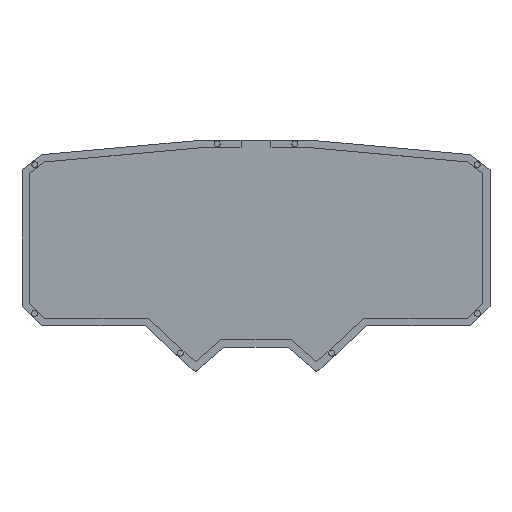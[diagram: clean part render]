
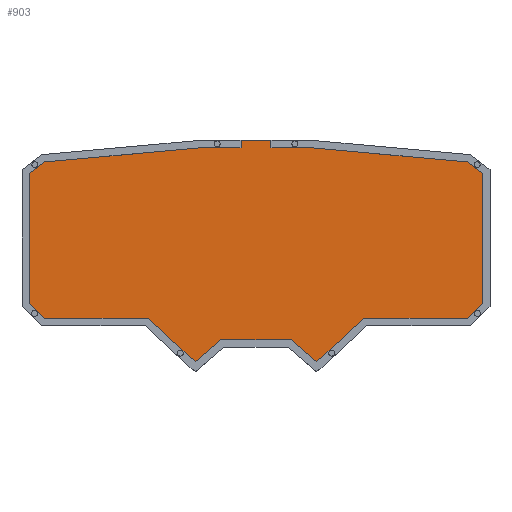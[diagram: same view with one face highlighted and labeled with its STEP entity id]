
A CAD part, top view. The second image highlights one B-rep face of the part: STEP entity #903.
In plain terms, the highlighted planar face has unit normal (0, 0, 1).
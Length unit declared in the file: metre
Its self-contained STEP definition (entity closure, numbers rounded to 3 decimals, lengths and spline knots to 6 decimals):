
#60=LINE('',#1385,#168);
#61=LINE('',#1388,#169);
#62=LINE('',#1390,#170);
#63=LINE('',#1392,#171);
#64=LINE('',#1394,#172);
#65=LINE('',#1396,#173);
#66=LINE('',#1398,#174);
#67=LINE('',#1400,#175);
#68=LINE('',#1402,#176);
#69=LINE('',#1404,#177);
#70=LINE('',#1406,#178);
#71=LINE('',#1408,#179);
#72=LINE('',#1410,#180);
#73=LINE('',#1412,#181);
#74=LINE('',#1414,#182);
#75=LINE('',#1416,#183);
#76=LINE('',#1418,#184);
#77=LINE('',#1420,#185);
#78=LINE('',#1422,#186);
#79=LINE('',#1424,#187);
#168=VECTOR('',#1100,1.);
#169=VECTOR('',#1101,1.);
#170=VECTOR('',#1102,1.);
#171=VECTOR('',#1103,1.);
#172=VECTOR('',#1104,1.);
#173=VECTOR('',#1105,1.);
#174=VECTOR('',#1106,1.);
#175=VECTOR('',#1107,1.);
#176=VECTOR('',#1108,1.);
#177=VECTOR('',#1109,1.);
#178=VECTOR('',#1110,1.);
#179=VECTOR('',#1111,1.);
#180=VECTOR('',#1112,1.);
#181=VECTOR('',#1113,1.);
#182=VECTOR('',#1114,1.);
#183=VECTOR('',#1115,1.);
#184=VECTOR('',#1116,1.);
#185=VECTOR('',#1117,1.);
#186=VECTOR('',#1118,1.);
#187=VECTOR('',#1119,1.);
#284=ORIENTED_EDGE('',*,*,#532,.F.);
#285=ORIENTED_EDGE('',*,*,#533,.F.);
#286=ORIENTED_EDGE('',*,*,#534,.T.);
#287=ORIENTED_EDGE('',*,*,#535,.F.);
#288=ORIENTED_EDGE('',*,*,#536,.F.);
#289=ORIENTED_EDGE('',*,*,#537,.F.);
#290=ORIENTED_EDGE('',*,*,#538,.F.);
#291=ORIENTED_EDGE('',*,*,#539,.F.);
#292=ORIENTED_EDGE('',*,*,#540,.F.);
#293=ORIENTED_EDGE('',*,*,#541,.F.);
#294=ORIENTED_EDGE('',*,*,#542,.F.);
#295=ORIENTED_EDGE('',*,*,#543,.F.);
#296=ORIENTED_EDGE('',*,*,#544,.F.);
#297=ORIENTED_EDGE('',*,*,#545,.F.);
#298=ORIENTED_EDGE('',*,*,#546,.F.);
#299=ORIENTED_EDGE('',*,*,#547,.F.);
#300=ORIENTED_EDGE('',*,*,#548,.F.);
#301=ORIENTED_EDGE('',*,*,#549,.F.);
#302=ORIENTED_EDGE('',*,*,#550,.F.);
#303=ORIENTED_EDGE('',*,*,#551,.F.);
#532=EDGE_CURVE('',#656,#657,#60,.T.);
#533=EDGE_CURVE('',#658,#656,#61,.T.);
#534=EDGE_CURVE('',#658,#659,#62,.T.);
#535=EDGE_CURVE('',#660,#659,#63,.T.);
#536=EDGE_CURVE('',#661,#660,#64,.T.);
#537=EDGE_CURVE('',#662,#661,#65,.T.);
#538=EDGE_CURVE('',#663,#662,#66,.T.);
#539=EDGE_CURVE('',#664,#663,#67,.T.);
#540=EDGE_CURVE('',#665,#664,#68,.T.);
#541=EDGE_CURVE('',#666,#665,#69,.T.);
#542=EDGE_CURVE('',#667,#666,#70,.T.);
#543=EDGE_CURVE('',#668,#667,#71,.T.);
#544=EDGE_CURVE('',#669,#668,#72,.T.);
#545=EDGE_CURVE('',#670,#669,#73,.T.);
#546=EDGE_CURVE('',#671,#670,#74,.T.);
#547=EDGE_CURVE('',#672,#671,#75,.T.);
#548=EDGE_CURVE('',#673,#672,#76,.T.);
#549=EDGE_CURVE('',#674,#673,#77,.T.);
#550=EDGE_CURVE('',#675,#674,#78,.T.);
#551=EDGE_CURVE('',#657,#675,#79,.T.);
#656=VERTEX_POINT('',#1386);
#657=VERTEX_POINT('',#1387);
#658=VERTEX_POINT('',#1389);
#659=VERTEX_POINT('',#1391);
#660=VERTEX_POINT('',#1393);
#661=VERTEX_POINT('',#1395);
#662=VERTEX_POINT('',#1397);
#663=VERTEX_POINT('',#1399);
#664=VERTEX_POINT('',#1401);
#665=VERTEX_POINT('',#1403);
#666=VERTEX_POINT('',#1405);
#667=VERTEX_POINT('',#1407);
#668=VERTEX_POINT('',#1409);
#669=VERTEX_POINT('',#1411);
#670=VERTEX_POINT('',#1413);
#671=VERTEX_POINT('',#1415);
#672=VERTEX_POINT('',#1417);
#673=VERTEX_POINT('',#1419);
#674=VERTEX_POINT('',#1421);
#675=VERTEX_POINT('',#1423);
#725=EDGE_LOOP('',(#284,#285,#286,#287,#288,#289,#290,#291,#292,#293,#294,
#295,#296,#297,#298,#299,#300,#301,#302,#303));
#795=FACE_BOUND('',#725,.T.);
#857=PLANE('',#980);
#903=ADVANCED_FACE('',(#795),#857,.F.);
#980=AXIS2_PLACEMENT_3D('',#1384,#1098,#1099);
#1098=DIRECTION('',(0.,0.,-1.));
#1099=DIRECTION('',(1.,0.,0.));
#1100=DIRECTION('',(0.,-1.,0.));
#1101=DIRECTION('',(1.,0.,0.));
#1102=DIRECTION('',(0.,-1.,0.));
#1103=DIRECTION('',(1.,0.,0.));
#1104=DIRECTION('',(0.996,0.091,0.));
#1105=DIRECTION('',(0.8,0.6,0.));
#1106=DIRECTION('',(0.,1.,0.));
#1107=DIRECTION('',(-0.707,0.707,0.));
#1108=DIRECTION('',(-1.,0.,0.));
#1109=DIRECTION('',(-0.735,0.678,0.));
#1110=DIRECTION('',(-0.759,-0.651,0.));
#1111=DIRECTION('',(-1.,0.,0.));
#1112=DIRECTION('',(-0.759,0.651,0.));
#1113=DIRECTION('',(-0.735,-0.678,0.));
#1114=DIRECTION('',(-1.,0.,0.));
#1115=DIRECTION('',(-0.707,-0.707,0.));
#1116=DIRECTION('',(0.,-1.,0.));
#1117=DIRECTION('',(0.8,-0.6,0.));
#1118=DIRECTION('',(0.996,-0.091,0.));
#1119=DIRECTION('',(1.,0.,0.));
#1384=CARTESIAN_POINT('',(0.169009,-0.096364,0.));
#1385=CARTESIAN_POINT('',(0.179009,-0.021602,0.));
#1386=CARTESIAN_POINT('',(0.179009,-0.019103,0.));
#1387=CARTESIAN_POINT('',(0.179009,-0.024103,0.));
#1388=CARTESIAN_POINT('',(0.192004,-0.019103,0.));
#1389=CARTESIAN_POINT('',(0.159009,-0.019103,0.));
#1390=CARTESIAN_POINT('',(0.159009,-0.021602,0.));
#1391=CARTESIAN_POINT('',(0.159009,-0.024103,0.));
#1392=CARTESIAN_POINT('',(0.146127,-0.024103,0.));
#1393=CARTESIAN_POINT('',(0.133245,-0.024103,0.));
#1394=CARTESIAN_POINT('',(0.080693,-0.02888,0.));
#1395=CARTESIAN_POINT('',(0.028142,-0.033657,0.));
#1396=CARTESIAN_POINT('',(0.023066,-0.037464,0.));
#1397=CARTESIAN_POINT('',(0.01799,-0.041271,0.));
#1398=CARTESIAN_POINT('',(0.01799,-0.084591,0.));
#1399=CARTESIAN_POINT('',(0.01799,-0.12791,0.));
#1400=CARTESIAN_POINT('',(0.023045,-0.132966,0.));
#1401=CARTESIAN_POINT('',(0.028101,-0.138021,0.));
#1402=CARTESIAN_POINT('',(0.062641,-0.138021,0.));
#1403=CARTESIAN_POINT('',(0.09718,-0.138021,0.));
#1404=CARTESIAN_POINT('',(0.112842,-0.152478,0.));
#1405=CARTESIAN_POINT('',(0.128503,-0.166934,0.));
#1406=CARTESIAN_POINT('',(0.137035,-0.159622,0.));
#1407=CARTESIAN_POINT('',(0.145566,-0.152309,0.));
#1408=CARTESIAN_POINT('',(0.169009,-0.152309,0.));
#1409=CARTESIAN_POINT('',(0.192451,-0.152309,0.));
#1410=CARTESIAN_POINT('',(0.200983,-0.159622,0.));
#1411=CARTESIAN_POINT('',(0.209515,-0.166934,0.));
#1412=CARTESIAN_POINT('',(0.225176,-0.152478,0.));
#1413=CARTESIAN_POINT('',(0.240837,-0.138021,0.));
#1414=CARTESIAN_POINT('',(0.275377,-0.138021,0.));
#1415=CARTESIAN_POINT('',(0.309917,-0.138021,0.));
#1416=CARTESIAN_POINT('',(0.314972,-0.132966,0.));
#1417=CARTESIAN_POINT('',(0.320028,-0.12791,0.));
#1418=CARTESIAN_POINT('',(0.320028,-0.084591,0.));
#1419=CARTESIAN_POINT('',(0.320028,-0.041271,0.));
#1420=CARTESIAN_POINT('',(0.314952,-0.037464,0.));
#1421=CARTESIAN_POINT('',(0.309876,-0.033657,0.));
#1422=CARTESIAN_POINT('',(0.257324,-0.02888,0.));
#1423=CARTESIAN_POINT('',(0.204773,-0.024103,0.));
#1424=CARTESIAN_POINT('',(0.191891,-0.024103,0.));
